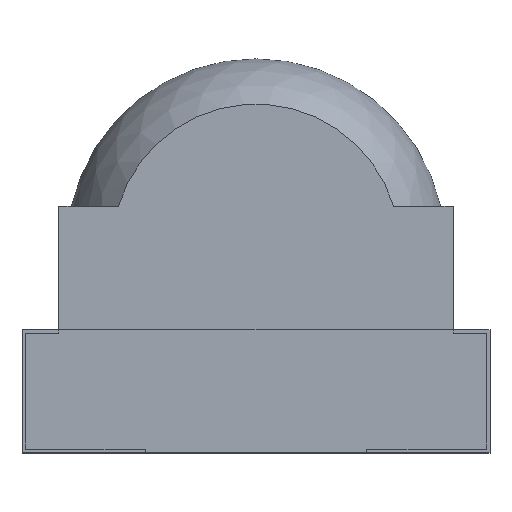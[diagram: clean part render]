
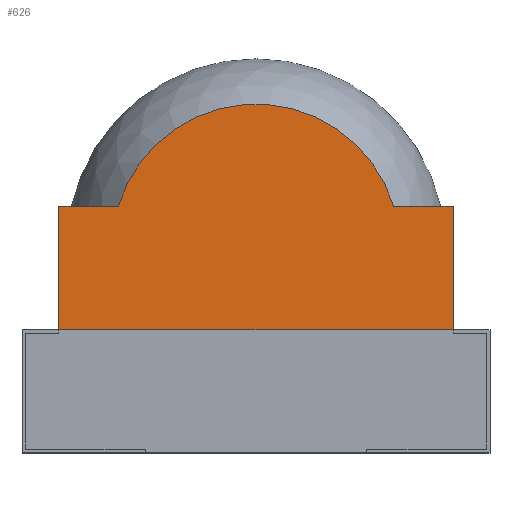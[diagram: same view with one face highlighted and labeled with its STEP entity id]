
A CAD part, top view. The second image highlights one B-rep face of the part: STEP entity #626.
In plain terms, the highlighted planar face has unit normal (0, 0, 1).
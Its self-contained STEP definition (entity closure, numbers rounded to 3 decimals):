
#626 = ADVANCED_FACE ( 'NONE', ( #5311 ), #5180, .T. ) ;
#900 = ORIENTED_EDGE ( 'NONE', *, *, #10710, .T. ) ;
#901 = ORIENTED_EDGE ( 'NONE', *, *, #10753, .T. ) ;
#927 = ORIENTED_EDGE ( 'NONE', *, *, #10725, .F. ) ;
#929 = ORIENTED_EDGE ( 'NONE', *, *, #10714, .F. ) ;
#930 = ORIENTED_EDGE ( 'NONE', *, *, #10717, .F. ) ;
#931 = ORIENTED_EDGE ( 'NONE', *, *, #10727, .F. ) ;
#1045 = EDGE_LOOP ( 'NONE', ( #929, #930, #931, #927, #900, #901 ) ) ;
#1519 = CIRCLE ( 'NONE', #9083, 1.168 ) ;
#5180 = PLANE ( 'NONE',  #5317 ) ;
#5181 = CARTESIAN_POINT ( 'NONE',  ( 0., -2.906, 1. ) ) ;
#5182 = DIRECTION ( 'NONE',  ( 0., 0., 1. ) ) ;
#5183 = DIRECTION ( 'NONE',  ( 1., 0., 0. ) ) ;
#5311 = FACE_OUTER_BOUND ( 'NONE', #1045, .T. ) ;
#5317 = AXIS2_PLACEMENT_3D ( 'NONE', #5181, #5182, #5183 ) ;
#8744 = LINE ( 'NONE', #8745, #9088 ) ;
#8745 = CARTESIAN_POINT ( 'NONE',  ( -1.6, -2.906, 1. ) ) ;
#8746 = DIRECTION ( 'NONE',  ( 0., -1., 0. ) ) ;
#8756 = LINE ( 'NONE', #8757, #9092 ) ;
#8757 = CARTESIAN_POINT ( 'NONE',  ( 1.6, -2.906, 1. ) ) ;
#8758 = DIRECTION ( 'NONE',  ( 0., -1., 0. ) ) ;
#8765 = LINE ( 'NONE', #8766, #9095 ) ;
#8766 = CARTESIAN_POINT ( 'NONE',  ( 0., 1.5, 1. ) ) ;
#8767 = DIRECTION ( 'NONE',  ( 1., 0., 0. ) ) ;
#8789 = LINE ( 'NONE', #8790, #9106 ) ;
#8790 = CARTESIAN_POINT ( 'NONE',  ( 0., 1.5, 1. ) ) ;
#8791 = DIRECTION ( 'NONE',  ( 1., 0., 0. ) ) ;
#8794 = CARTESIAN_POINT ( 'NONE',  ( 0., 1.163, 1. ) ) ;
#8795 = DIRECTION ( 'NONE',  ( 0., 0., -1. ) ) ;
#8796 = DIRECTION ( 'NONE',  ( -1., 0., 0. ) ) ;
#8873 = LINE ( 'NONE', #8874, #9130 ) ;
#8874 = CARTESIAN_POINT ( 'NONE',  ( 0., 0.5, 1. ) ) ;
#8875 = DIRECTION ( 'NONE',  ( 1., 0., 0. ) ) ;
#9083 = AXIS2_PLACEMENT_3D ( 'NONE', #8794, #8795, #8796 ) ;
#9088 = VECTOR ( 'NONE', #8746, 1000. ) ;
#9092 = VECTOR ( 'NONE', #8758, 1000. ) ;
#9095 = VECTOR ( 'NONE', #8767, 1000. ) ;
#9106 = VECTOR ( 'NONE', #8791, 1000. ) ;
#9130 = VECTOR ( 'NONE', #8875, 1000. ) ;
#10012 = CARTESIAN_POINT ( 'NONE',  ( -1.118, 1.5, 1. ) ) ;
#10013 = CARTESIAN_POINT ( 'NONE',  ( 1.118, 1.5, 1. ) ) ;
#10014 = CARTESIAN_POINT ( 'NONE',  ( -1.6, 1.5, 1. ) ) ;
#10017 = CARTESIAN_POINT ( 'NONE',  ( 1.6, 1.5, 1. ) ) ;
#10019 = CARTESIAN_POINT ( 'NONE',  ( 1.6, 0.5, 1. ) ) ;
#10021 = CARTESIAN_POINT ( 'NONE',  ( -1.6, 0.5, 1. ) ) ;
#10710 = EDGE_CURVE ( 'NONE', #11440, #11447, #8744, .T. ) ;
#10714 = EDGE_CURVE ( 'NONE', #11443, #11445, #8756, .T. ) ;
#10717 = EDGE_CURVE ( 'NONE', #11439, #11443, #8765, .T. ) ;
#10725 = EDGE_CURVE ( 'NONE', #11440, #11438, #8789, .T. ) ;
#10727 = EDGE_CURVE ( 'NONE', #11438, #11439, #1519, .T. ) ;
#10753 = EDGE_CURVE ( 'NONE', #11447, #11445, #8873, .T. ) ;
#11438 = VERTEX_POINT ( 'NONE', #10012 ) ;
#11439 = VERTEX_POINT ( 'NONE', #10013 ) ;
#11440 = VERTEX_POINT ( 'NONE', #10014 ) ;
#11443 = VERTEX_POINT ( 'NONE', #10017 ) ;
#11445 = VERTEX_POINT ( 'NONE', #10019 ) ;
#11447 = VERTEX_POINT ( 'NONE', #10021 ) ;
